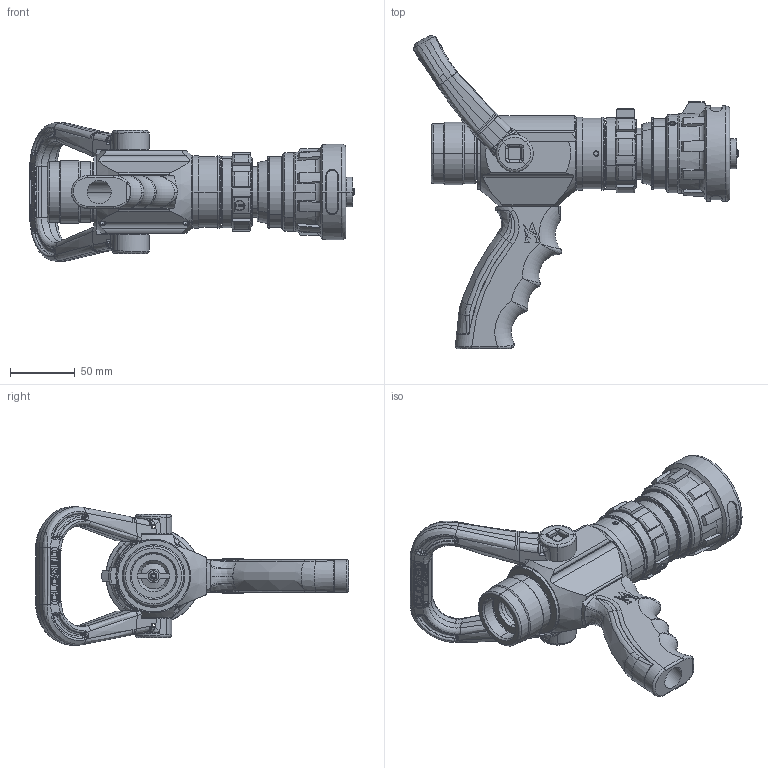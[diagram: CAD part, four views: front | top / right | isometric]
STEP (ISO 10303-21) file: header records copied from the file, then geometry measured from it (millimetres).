
FILE_DESCRIPTION((''),'2;1');
FILE_NAME('1702_SW0002','2012-05-24T',('cleon'),(''),'PRO/ENGINEER BY PARAMETRIC TECHNOLOGY CORPORATION, 2011180','PRO/ENGINEER BY PARAMETRIC TECHNOLOGY CORPORATION, 2011180','');
FILE_SCHEMA(('CONFIG_CONTROL_DESIGN'));
Products named in the file (1): 1702_SW0002
Bounding box: 251.65 x 242.51 x 107.42 mm (x, y, z)
Surface area: 155578.1 mm2 (no closed solid volume)
Topology: 0 solids, 53 shells, 1335 faces, 4141 edges, 2766 vertices
Faces by surface type: plane 498, cylinder 278, bspline 270, cone 145, torus 87, extrusion 57
Entity records: 64017 total; most frequent: CARTESIAN_POINT 30059, ORIENTED_EDGE 7382, DIRECTION 6029, EDGE_CURVE 4132, VERTEX_POINT 2766, AXIS2_PLACEMENT_3D 2133, VECTOR 1763, LINE 1706
